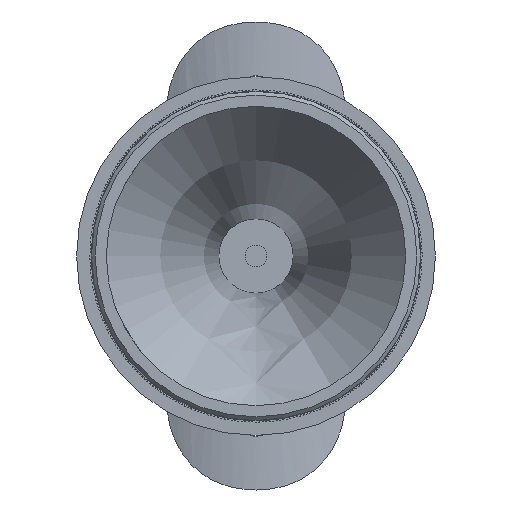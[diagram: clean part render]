
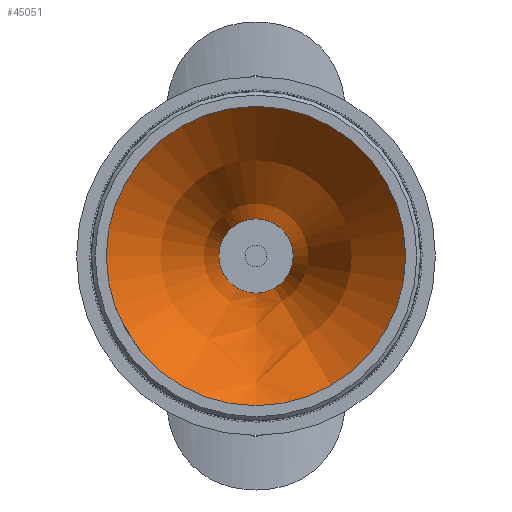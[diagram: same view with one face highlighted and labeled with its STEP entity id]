
A CAD part, front view. The second image highlights one B-rep face of the part: STEP entity #45051.
In plain terms, the highlighted toroidal (fillet/blend) face has major radius 54.8 mm and minor radius 49.8 mm.
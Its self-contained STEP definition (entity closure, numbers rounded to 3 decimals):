
#3967 = EDGE_LOOP ( 'NONE', ( #16754 ) ) ;
#4547 = CIRCLE ( 'NONE', #19730, 5. ) ;
#6970 = TOROIDAL_SURFACE ( 'NONE', #18590, 54.8, 49.8 ) ;
#7185 = DIRECTION ( 'NONE',  ( 0., 0., -1. ) ) ;
#8622 = CARTESIAN_POINT ( 'NONE',  ( 0., 3.077, -22.15 ) ) ;
#12705 = DIRECTION ( 'NONE',  ( 0., -1., 0. ) ) ;
#13082 = CIRCLE ( 'NONE', #43602, 22.15 ) ;
#14078 = FACE_OUTER_BOUND ( 'NONE', #3967, .T. ) ;
#16754 = ORIENTED_EDGE ( 'NONE', *, *, #23086, .T. ) ;
#17279 = FACE_OUTER_BOUND ( 'NONE', #57925, .T. ) ;
#18590 = AXIS2_PLACEMENT_3D ( 'NONE', #22021, #57097, #27020 ) ;
#19730 = AXIS2_PLACEMENT_3D ( 'NONE', #20654, #50433, #20424 ) ;
#20424 = DIRECTION ( 'NONE',  ( 0., 0., -1. ) ) ;
#20654 = CARTESIAN_POINT ( 'NONE',  ( 0., 40.68, 0. ) ) ;
#22021 = CARTESIAN_POINT ( 'NONE',  ( 0., 40.68, 0. ) ) ;
#23086 = EDGE_CURVE ( 'NONE', #39419, #39419, #13082, .T. ) ;
#26441 = ORIENTED_EDGE ( 'NONE', *, *, #51492, .F. ) ;
#27020 = DIRECTION ( 'NONE',  ( 0., 0., -1. ) ) ;
#31560 = VERTEX_POINT ( 'NONE', #53275 ) ;
#39419 = VERTEX_POINT ( 'NONE', #8622 ) ;
#43602 = AXIS2_PLACEMENT_3D ( 'NONE', #47410, #12705, #7185 ) ;
#45051 = ADVANCED_FACE ( 'NONE', ( #14078, #17279 ), #6970, .T. ) ;
#47410 = CARTESIAN_POINT ( 'NONE',  ( 0., 3.077, 0. ) ) ;
#50433 = DIRECTION ( 'NONE',  ( 0., -1., 0. ) ) ;
#51492 = EDGE_CURVE ( 'NONE', #31560, #31560, #4547, .T. ) ;
#53275 = CARTESIAN_POINT ( 'NONE',  ( 0., 40.68, -5. ) ) ;
#57097 = DIRECTION ( 'NONE',  ( 0., -1., 0. ) ) ;
#57925 = EDGE_LOOP ( 'NONE', ( #26441 ) ) ;
